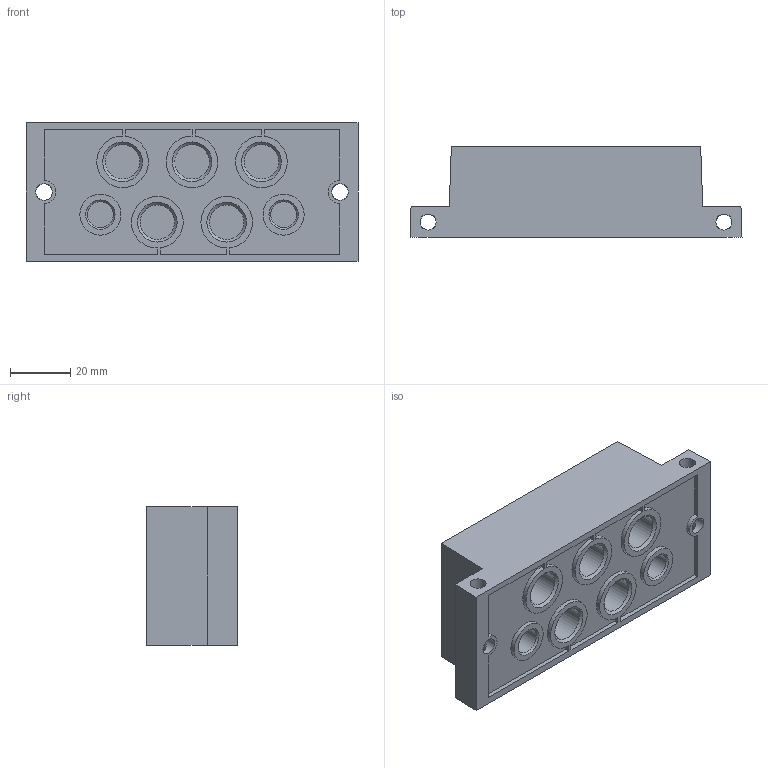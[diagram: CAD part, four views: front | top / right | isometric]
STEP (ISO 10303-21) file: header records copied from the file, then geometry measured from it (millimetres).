
FILE_DESCRIPTION(/* description */ ('STEP AP214'),/* implementation_level */ '2;1');
FILE_NAME(/* name */ '9485_NAU-1_4-1B-ISO',/* time_stamp */ '2024-09-11T21:25:55+02:00',/* author */ ('License CC BY-ND 4.0'),/* organization */ ('CADENAS'),/* preprocessor_version */ 'ST-DEVELOPER v19.3',/* originating_system */ 'PARTsolutions',/* authorisation */ ' ');
FILE_SCHEMA (('AUTOMOTIVE_DESIGN {1 0 10303 214 3 1 1}'));
Length unit declared in the file: millimetre
Products named in the file (1): 9485 NAU-1/4-1B-ISO
Bounding box: 110 x 30 x 46 mm (x, y, z)
Volume: 69375.8 mm3; surface area: 32092.4 mm2
Topology: 1 solids, 1 shells, 116 faces, 293 edges, 193 vertices
Faces by surface type: plane 65, cylinder 40, cone 11
Full cylindrical faces by diameter (mm): 4.134 x4, 5.3 x4, 5.5 x2, 8.566 x2, 11.445 x5, 13.619 x2
Entity records: 3423 total; most frequent: CARTESIAN_POINT 652, DIRECTION 570, ORIENTED_EDGE 506, EDGE_CURVE 253, AXIS2_PLACEMENT_3D 204, EDGE_LOOP 186, FACE_BOUND 186, VERTEX_POINT 185
